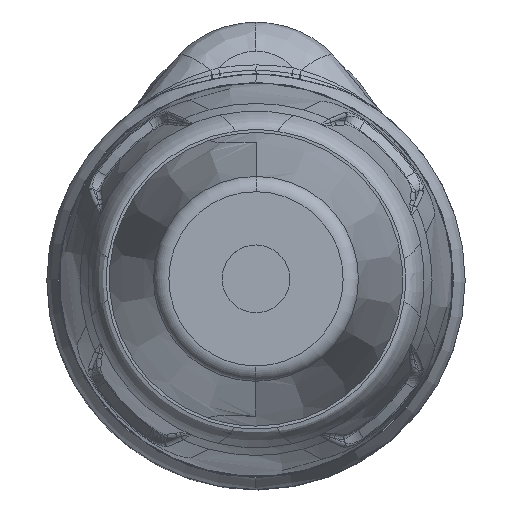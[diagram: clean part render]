
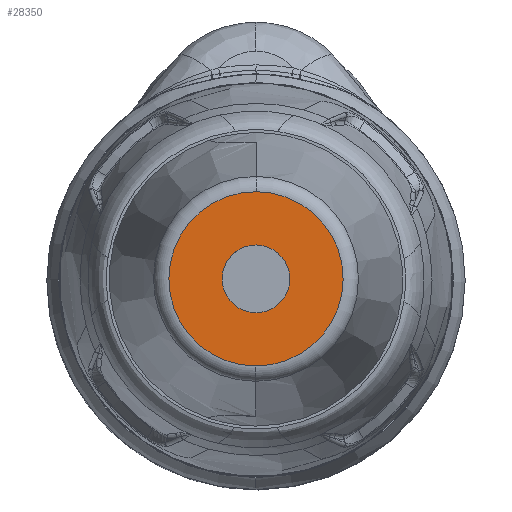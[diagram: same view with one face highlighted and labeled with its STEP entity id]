
A CAD part, top view. The second image highlights one B-rep face of the part: STEP entity #28350.
In plain terms, the highlighted planar face has unit normal (0, 0, 1).
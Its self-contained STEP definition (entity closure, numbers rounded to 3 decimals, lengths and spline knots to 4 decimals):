
#8517=CARTESIAN_POINT('',(0.,0.,58.84));
#8518=DIRECTION('',(0.,0.,-1.));
#8519=DIRECTION('',(0.003,1.,0.));
#8520=AXIS2_PLACEMENT_3D('',#8517,#8518,#8519);
#8522=CARTESIAN_POINT('',(0.,0.,58.84));
#8523=DIRECTION('',(0.,0.,-1.));
#8524=DIRECTION('',(-0.003,-1.,0.));
#8525=AXIS2_PLACEMENT_3D('',#8522,#8523,#8524);
#8527=CARTESIAN_POINT('',(0.,0.,58.84));
#8528=DIRECTION('',(0.,0.,1.));
#8529=DIRECTION('',(0.003,1.,0.));
#8530=AXIS2_PLACEMENT_3D('',#8527,#8528,#8529);
#8532=CARTESIAN_POINT('',(0.,0.,58.84));
#8533=DIRECTION('',(0.,0.,1.));
#8534=DIRECTION('',(-0.003,-1.,0.));
#8535=AXIS2_PLACEMENT_3D('',#8532,#8533,#8534);
#14826=CARTESIAN_POINT('',(-0.0153,-4.5,58.84));
#14827=VERTEX_POINT('',#14826);
#14828=CARTESIAN_POINT('',(0.0153,4.5,58.84));
#14829=VERTEX_POINT('',#14828);
#14830=CARTESIAN_POINT('',(0.0059,1.75,58.84));
#14831=CARTESIAN_POINT('',(-0.0059,-1.75,58.84));
#14832=VERTEX_POINT('',#14830);
#14833=VERTEX_POINT('',#14831);
#28335=CARTESIAN_POINT('',(0.,0.,58.84));
#28336=DIRECTION('',(0.,0.,1.));
#28337=DIRECTION('',(0.003,1.,0.));
#28338=AXIS2_PLACEMENT_3D('',#28335,#28336,#28337);
#28339=PLANE('',#28338);
#28340=ORIENTED_EDGE('',*,*,#28314,.T.);
#28341=ORIENTED_EDGE('',*,*,#28330,.T.);
#28342=EDGE_LOOP('',(#28340,#28341));
#28343=FACE_OUTER_BOUND('',#28342,.F.);
#28345=ORIENTED_EDGE('',*,*,#28344,.T.);
#28347=ORIENTED_EDGE('',*,*,#28346,.T.);
#28348=EDGE_LOOP('',(#28345,#28347));
#28349=FACE_BOUND('',#28348,.F.);
#8521=CIRCLE('',#8520,4.5);
#8526=CIRCLE('',#8525,4.5);
#8531=CIRCLE('',#8530,1.75);
#8536=CIRCLE('',#8535,1.75);
#28314=EDGE_CURVE('',#14829,#14827,#8521,.T.);
#28330=EDGE_CURVE('',#14827,#14829,#8526,.T.);
#28344=EDGE_CURVE('',#14832,#14833,#8531,.T.);
#28346=EDGE_CURVE('',#14833,#14832,#8536,.T.);
#28350=ADVANCED_FACE('',(#28343,#28349),#28339,.T.);
